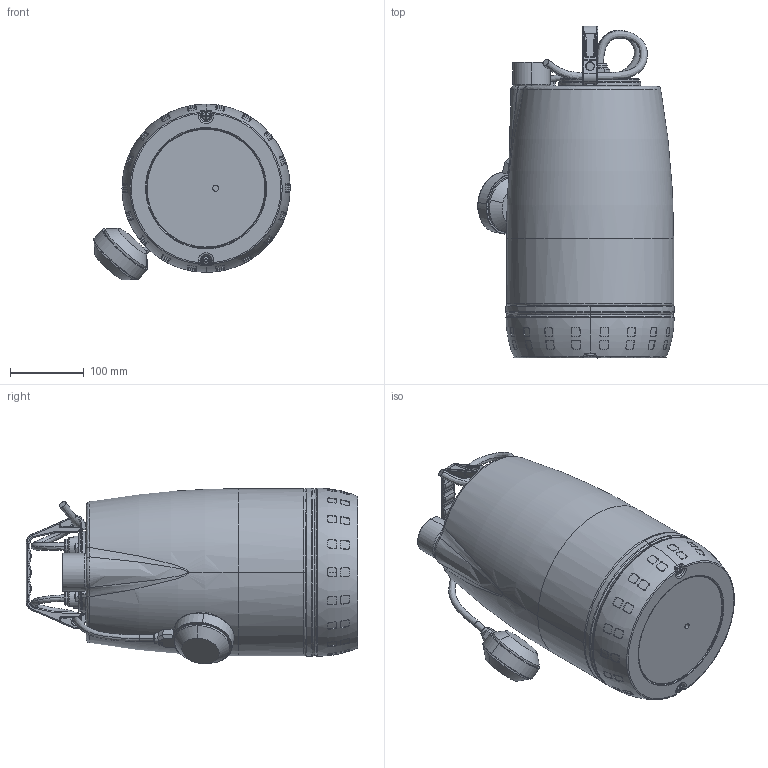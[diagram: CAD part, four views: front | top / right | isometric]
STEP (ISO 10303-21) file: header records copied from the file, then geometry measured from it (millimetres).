
FILE_DESCRIPTION (( 'STEP AP203' ), '1' );
FILE_NAME ('10018123swp00.step', '2023-06-14T14:46:26', ( '' ), ( '' ), 'SwSTEP 2.0', 'SolidWorks 2020', '' );
FILE_SCHEMA (( 'CONFIG_CONTROL_DESIGN' ));
Length unit declared in the file: millimetre
Products named in the file (1): 10018123swp00
Bounding box: 266.15 x 449.77 x 238.22 mm (x, y, z)
Volume: 14797965.7 mm3; surface area: 549013.7 mm2
Topology: 21 solids, 22 shells, 1748 faces, 4406 edges, 2710 vertices
Faces by surface type: cylinder 620, plane 548, bspline 453, cone 74, torus 49, sphere 4
Entity records: 115078 total; most frequent: CARTESIAN_POINT 78897, ORIENTED_EDGE 8700, DIRECTION 5342, EDGE_CURVE 4350, VERTEX_POINT 2710, B_SPLINE_CURVE_WITH_KNOTS 2112, AXIS2_PLACEMENT_3D 1852, EDGE_LOOP 1848
